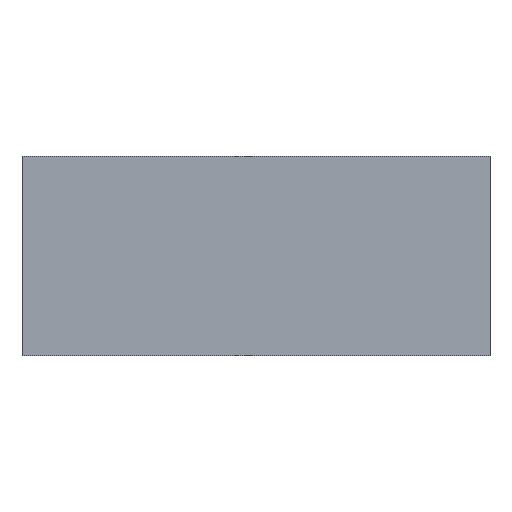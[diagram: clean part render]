
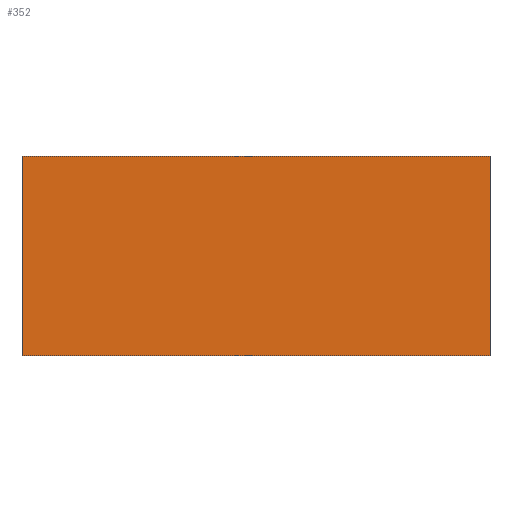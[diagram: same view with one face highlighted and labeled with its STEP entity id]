
A CAD part, front view. The second image highlights one B-rep face of the part: STEP entity #352.
In plain terms, the highlighted planar face has unit normal (0, -1, 0).
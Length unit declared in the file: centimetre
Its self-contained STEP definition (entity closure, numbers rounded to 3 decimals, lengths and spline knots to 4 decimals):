
#5 = EDGE_CURVE ( 'NONE', #339, #194, #472, .T. ) ;
#6 = ORIENTED_EDGE ( 'NONE', *, *, #405, .F. ) ;
#76 = VECTOR ( 'NONE', #132, 100. ) ;
#118 = DIRECTION ( 'NONE',  ( 0., 0., 1. ) ) ;
#124 = ORIENTED_EDGE ( 'NONE', *, *, #329, .T. ) ;
#132 = DIRECTION ( 'NONE',  ( 0., 0., -1. ) ) ;
#136 = LINE ( 'NONE', #203, #433 ) ;
#156 = CARTESIAN_POINT ( 'NONE',  ( 17.5, 0., -7.4427 ) ) ;
#166 = CARTESIAN_POINT ( 'NONE',  ( -17.5, 0., -7.4427 ) ) ;
#192 = ORIENTED_EDGE ( 'NONE', *, *, #453, .T. ) ;
#194 = VERTEX_POINT ( 'NONE', #156 ) ;
#199 = VECTOR ( 'NONE', #590, 100. ) ;
#203 = CARTESIAN_POINT ( 'NONE',  ( 17.5, 0., 7.4427 ) ) ;
#205 = ORIENTED_EDGE ( 'NONE', *, *, #5, .F. ) ;
#243 = FACE_OUTER_BOUND ( 'NONE', #538, .T. ) ;
#273 = VERTEX_POINT ( 'NONE', #567 ) ;
#329 = EDGE_CURVE ( 'NONE', #273, #754, #434, .T. ) ;
#339 = VERTEX_POINT ( 'NONE', #510 ) ;
#352 = ADVANCED_FACE ( 'NONE', ( #243 ), #679, .F. ) ;
#405 = EDGE_CURVE ( 'NONE', #194, #754, #648, .T. ) ;
#433 = VECTOR ( 'NONE', #579, 100. ) ;
#434 = LINE ( 'NONE', #803, #700 ) ;
#453 = EDGE_CURVE ( 'NONE', #339, #273, #136, .T. ) ;
#457 = AXIS2_PLACEMENT_3D ( 'NONE', #684, #561, #118 ) ;
#472 = LINE ( 'NONE', #707, #76 ) ;
#510 = CARTESIAN_POINT ( 'NONE',  ( 17.5, 0., 7.4427 ) ) ;
#538 = EDGE_LOOP ( 'NONE', ( #124, #6, #205, #192 ) ) ;
#557 = DIRECTION ( 'NONE',  ( 0., 0., -1. ) ) ;
#561 = DIRECTION ( 'NONE',  ( 0., 1., 0. ) ) ;
#567 = CARTESIAN_POINT ( 'NONE',  ( -17.5, 0., 7.4427 ) ) ;
#579 = DIRECTION ( 'NONE',  ( -1., 0., 0. ) ) ;
#590 = DIRECTION ( 'NONE',  ( -1., 0., 0. ) ) ;
#648 = LINE ( 'NONE', #759, #199 ) ;
#679 = PLANE ( 'NONE',  #457 ) ;
#684 = CARTESIAN_POINT ( 'NONE',  ( 17.5, 0., -7.4427 ) ) ;
#700 = VECTOR ( 'NONE', #557, 100. ) ;
#707 = CARTESIAN_POINT ( 'NONE',  ( 17.5, 0., -7.4427 ) ) ;
#754 = VERTEX_POINT ( 'NONE', #166 ) ;
#759 = CARTESIAN_POINT ( 'NONE',  ( 17.5, 0., -7.4427 ) ) ;
#803 = CARTESIAN_POINT ( 'NONE',  ( -17.5, 0., -7.4427 ) ) ;
